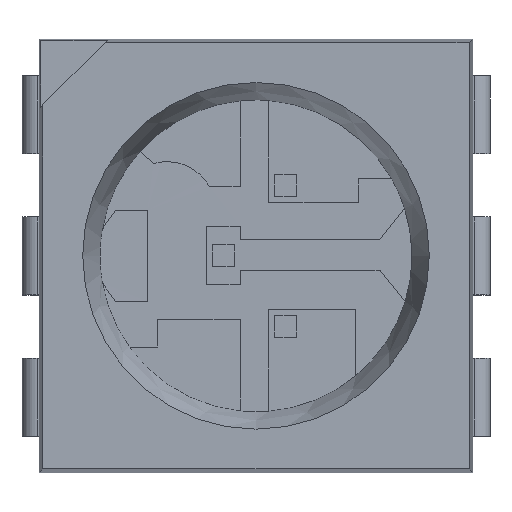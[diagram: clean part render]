
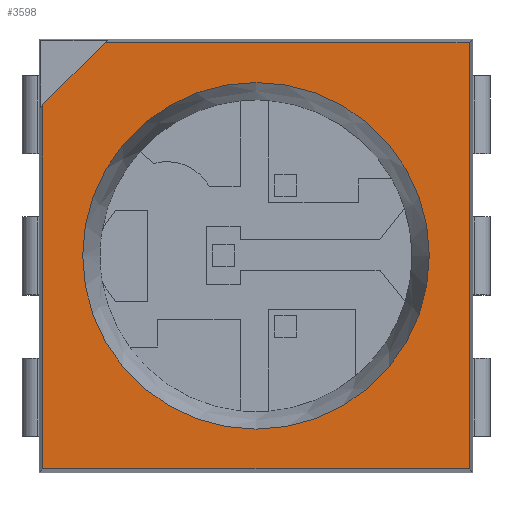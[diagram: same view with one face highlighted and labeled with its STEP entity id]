
A CAD part, top view. The second image highlights one B-rep face of the part: STEP entity #3598.
In plain terms, the highlighted planar face has unit normal (0, 0, 1).
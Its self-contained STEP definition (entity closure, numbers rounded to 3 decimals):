
#4 = VECTOR ( 'NONE', #15, 1000. ) ;
#15 = DIRECTION ( 'NONE',  ( 0., 1., 0. ) ) ;
#223 = LINE ( 'NONE', #2113, #4 ) ;
#236 = CARTESIAN_POINT ( 'NONE',  ( 0., 0., 1.95 ) ) ;
#460 = DIRECTION ( 'NONE',  ( 0., 0., -1. ) ) ;
#630 = ORIENTED_EDGE ( 'NONE', *, *, #3209, .F. ) ;
#703 = EDGE_LOOP ( 'NONE', ( #4176, #630, #6862, #4503, #5858 ) ) ;
#758 = LINE ( 'NONE', #1028, #5886 ) ;
#796 = CARTESIAN_POINT ( 'NONE',  ( 2.458, 0., 1.95 ) ) ;
#1028 = CARTESIAN_POINT ( 'NONE',  ( 0., 2.458, 1.95 ) ) ;
#1059 = CARTESIAN_POINT ( 'NONE',  ( -1.742, 2.458, 1.95 ) ) ;
#1093 = VECTOR ( 'NONE', #2023, 1000. ) ;
#1108 = DIRECTION ( 'NONE',  ( 1., 0., 0. ) ) ;
#1119 = EDGE_CURVE ( 'NONE', #6542, #5220, #4384, .T. ) ;
#1183 = LINE ( 'NONE', #796, #6082 ) ;
#1399 = CARTESIAN_POINT ( 'NONE',  ( 2.458, -2.458, 1.95 ) ) ;
#1930 = CARTESIAN_POINT ( 'NONE',  ( -2.5, -2.5, 1.95 ) ) ;
#2023 = DIRECTION ( 'NONE',  ( -1., 0., 0. ) ) ;
#2113 = CARTESIAN_POINT ( 'NONE',  ( -2.458, 0., 1.95 ) ) ;
#2605 = DIRECTION ( 'NONE',  ( 1., 0., 0. ) ) ;
#3162 = EDGE_CURVE ( 'NONE', #8416, #6971, #223, .T. ) ;
#3209 = EDGE_CURVE ( 'NONE', #7180, #4444, #1183, .T. ) ;
#3276 = FACE_BOUND ( 'NONE', #5856, .T. ) ;
#3488 = VERTEX_POINT ( 'NONE', #1059 ) ;
#3598 = ADVANCED_FACE ( 'NONE', ( #6586, #3276 ), #7861, .T. ) ;
#4098 = ORIENTED_EDGE ( 'NONE', *, *, #4795, .T. ) ;
#4107 = DIRECTION ( 'NONE',  ( 1., 0., 0. ) ) ;
#4176 = ORIENTED_EDGE ( 'NONE', *, *, #7514, .F. ) ;
#4326 = CARTESIAN_POINT ( 'NONE',  ( 2.458, 2.458, 1.95 ) ) ;
#4384 = CIRCLE ( 'NONE', #6100, 2. ) ;
#4444 = VERTEX_POINT ( 'NONE', #1399 ) ;
#4501 = CARTESIAN_POINT ( 'NONE',  ( 0., 0., 1.95 ) ) ;
#4503 = ORIENTED_EDGE ( 'NONE', *, *, #7869, .T. ) ;
#4795 = EDGE_CURVE ( 'NONE', #5220, #6542, #6424, .T. ) ;
#4829 = ORIENTED_EDGE ( 'NONE', *, *, #1119, .T. ) ;
#5159 = DIRECTION ( 'NONE',  ( 1., 0., 0. ) ) ;
#5177 = VECTOR ( 'NONE', #5691, 1000. ) ;
#5206 = CARTESIAN_POINT ( 'NONE',  ( -2.458, -2.458, 1.95 ) ) ;
#5220 = VERTEX_POINT ( 'NONE', #5629 ) ;
#5377 = LINE ( 'NONE', #8310, #5177 ) ;
#5629 = CARTESIAN_POINT ( 'NONE',  ( 2., 0., 1.95 ) ) ;
#5691 = DIRECTION ( 'NONE',  ( -0.707, -0.707, 0. ) ) ;
#5856 = EDGE_LOOP ( 'NONE', ( #4098, #4829 ) ) ;
#5858 = ORIENTED_EDGE ( 'NONE', *, *, #3162, .F. ) ;
#5886 = VECTOR ( 'NONE', #1108, 1000. ) ;
#6065 = CARTESIAN_POINT ( 'NONE',  ( -2.458, 1.742, 1.95 ) ) ;
#6082 = VECTOR ( 'NONE', #6142, 1000. ) ;
#6100 = AXIS2_PLACEMENT_3D ( 'NONE', #236, #6750, #4107 ) ;
#6142 = DIRECTION ( 'NONE',  ( 0., -1., 0. ) ) ;
#6206 = LINE ( 'NONE', #7939, #1093 ) ;
#6424 = CIRCLE ( 'NONE', #6518, 2. ) ;
#6451 = CARTESIAN_POINT ( 'NONE',  ( -2., 0., 1.95 ) ) ;
#6518 = AXIS2_PLACEMENT_3D ( 'NONE', #4501, #460, #5159 ) ;
#6542 = VERTEX_POINT ( 'NONE', #6451 ) ;
#6564 = DIRECTION ( 'NONE',  ( 0., 0., 1. ) ) ;
#6586 = FACE_OUTER_BOUND ( 'NONE', #703, .T. ) ;
#6750 = DIRECTION ( 'NONE',  ( 0., 0., -1. ) ) ;
#6862 = ORIENTED_EDGE ( 'NONE', *, *, #7924, .F. ) ;
#6971 = VERTEX_POINT ( 'NONE', #6065 ) ;
#7174 = AXIS2_PLACEMENT_3D ( 'NONE', #1930, #6564, #2605 ) ;
#7180 = VERTEX_POINT ( 'NONE', #4326 ) ;
#7514 = EDGE_CURVE ( 'NONE', #4444, #8416, #6206, .T. ) ;
#7861 = PLANE ( 'NONE',  #7174 ) ;
#7869 = EDGE_CURVE ( 'NONE', #3488, #6971, #5377, .T. ) ;
#7924 = EDGE_CURVE ( 'NONE', #3488, #7180, #758, .T. ) ;
#7939 = CARTESIAN_POINT ( 'NONE',  ( 0., -2.458, 1.95 ) ) ;
#8310 = CARTESIAN_POINT ( 'NONE',  ( -1.742, 2.458, 1.95 ) ) ;
#8416 = VERTEX_POINT ( 'NONE', #5206 ) ;
